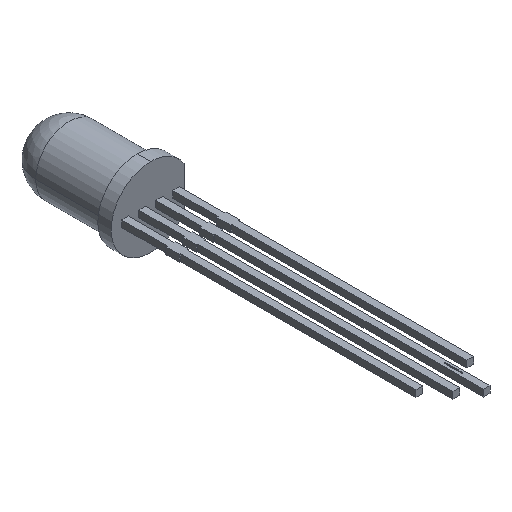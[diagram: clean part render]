
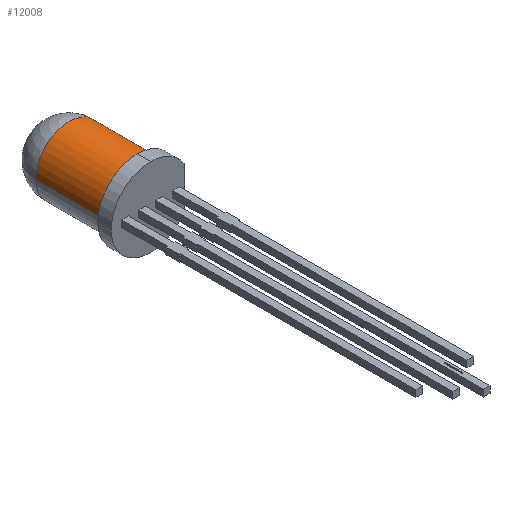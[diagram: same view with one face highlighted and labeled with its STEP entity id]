
A CAD part, isometric view. The second image highlights one B-rep face of the part: STEP entity #12008.
In plain terms, the highlighted cylindrical face has radius 2.5 mm (diameter 5 mm), a partial arc.
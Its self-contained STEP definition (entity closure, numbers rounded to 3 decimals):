
#9807 = CIRCLE ( 'NONE', #9864, 2.5 ) ;
#9808 = DIRECTION ( 'NONE',  ( 1., 0., 0. ) ) ;
#9809 = DIRECTION ( 'NONE',  ( 0., -1., 0. ) ) ;
#9810 = AXIS2_PLACEMENT_3D ( 'NONE', #9812, #9809, #9808 ) ;
#9811 = CYLINDRICAL_SURFACE ( 'NONE', #9810, 2.5 ) ;
#9812 = CARTESIAN_POINT ( 'NONE',  ( 0., 1., 0. ) ) ;
#9828 = FACE_OUTER_BOUND ( 'NONE', #12009, .T. ) ;
#9843 = DIRECTION ( 'NONE',  ( 0., -1., 0. ) ) ;
#9844 = VECTOR ( 'NONE', #9843, 1000. ) ;
#9845 = CARTESIAN_POINT ( 'NONE',  ( 2.5, 1., 0. ) ) ;
#9846 = LINE ( 'NONE', #9845, #9844 ) ;
#9848 = CARTESIAN_POINT ( 'NONE',  ( 2.5, 1., 0. ) ) ;
#9849 = DIRECTION ( 'NONE',  ( 1., 0., 0. ) ) ;
#9850 = DIRECTION ( 'NONE',  ( 0., -1., 0. ) ) ;
#9851 = CARTESIAN_POINT ( 'NONE',  ( 0., 1., 0. ) ) ;
#9852 = AXIS2_PLACEMENT_3D ( 'NONE', #9851, #9850, #9849 ) ;
#9853 = CIRCLE ( 'NONE', #9852, 2.5 ) ;
#9854 = CARTESIAN_POINT ( 'NONE',  ( -2.5, 1., 0. ) ) ;
#9855 = DIRECTION ( 'NONE',  ( 0., -1., 0. ) ) ;
#9856 = VECTOR ( 'NONE', #9855, 1000. ) ;
#9857 = CARTESIAN_POINT ( 'NONE',  ( -2.5, 1., 0. ) ) ;
#9858 = LINE ( 'NONE', #9857, #9856 ) ;
#9859 = CARTESIAN_POINT ( 'NONE',  ( -2.5, 6.1, 0. ) ) ;
#9860 = CARTESIAN_POINT ( 'NONE',  ( 2.5, 6.1, 0. ) ) ;
#9861 = DIRECTION ( 'NONE',  ( 1., 0., 0. ) ) ;
#9862 = DIRECTION ( 'NONE',  ( 0., -1., 0. ) ) ;
#9863 = CARTESIAN_POINT ( 'NONE',  ( 0., 6.1, 0. ) ) ;
#9864 = AXIS2_PLACEMENT_3D ( 'NONE', #9863, #9862, #9861 ) ;
#12008 = ADVANCED_FACE ( 'NONE', ( #9828 ), #9811, .T. ) ;
#12009 = EDGE_LOOP ( 'NONE', ( #12010, #12014, #12017, #12020 ) ) ;
#12010 = ORIENTED_EDGE ( 'NONE', *, *, #12011, .T. ) ;
#12011 = EDGE_CURVE ( 'NONE', #12012, #12013, #9807, .T. ) ;
#12012 = VERTEX_POINT ( 'NONE', #9860 ) ;
#12013 = VERTEX_POINT ( 'NONE', #9859 ) ;
#12014 = ORIENTED_EDGE ( 'NONE', *, *, #12015, .T. ) ;
#12015 = EDGE_CURVE ( 'NONE', #12013, #12016, #9858, .T. ) ;
#12016 = VERTEX_POINT ( 'NONE', #9854 ) ;
#12017 = ORIENTED_EDGE ( 'NONE', *, *, #12018, .F. ) ;
#12018 = EDGE_CURVE ( 'NONE', #12019, #12016, #9853, .T. ) ;
#12019 = VERTEX_POINT ( 'NONE', #9848 ) ;
#12020 = ORIENTED_EDGE ( 'NONE', *, *, #12021, .F. ) ;
#12021 = EDGE_CURVE ( 'NONE', #12012, #12019, #9846, .T. ) ;
